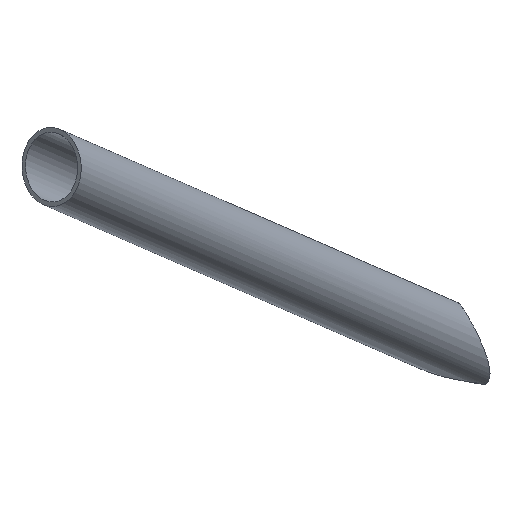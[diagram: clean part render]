
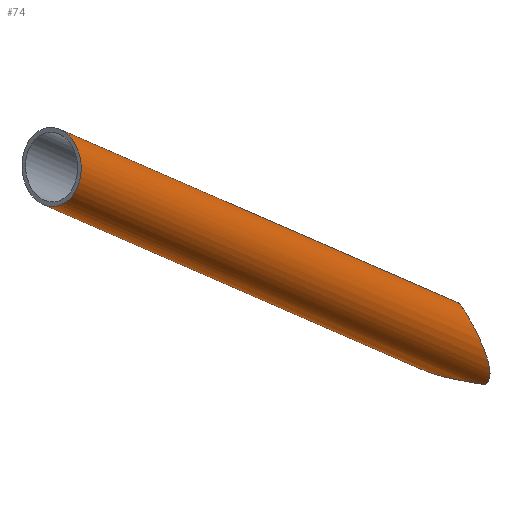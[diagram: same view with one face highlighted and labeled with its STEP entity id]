
A CAD part, isometric view. The second image highlights one B-rep face of the part: STEP entity #74.
In plain terms, the highlighted cylindrical face has radius 12.5 mm (diameter 25 mm), a partial arc.
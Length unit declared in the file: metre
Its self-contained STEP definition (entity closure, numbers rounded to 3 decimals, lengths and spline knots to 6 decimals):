
#74=ADVANCED_FACE('0:47',(#134),#135,.T.);
#134=FACE_OUTER_BOUND('',#180,.T.);
#135=CYLINDRICAL_SURFACE('',#181,0.0125);
#180=EDGE_LOOP('',(#263,#264,#265,#266,#267,#268,#269,#270));
#181=AXIS2_PLACEMENT_3D('',#271,#272,#273);
#263=ORIENTED_EDGE('',*,*,#317,.T.);
#264=ORIENTED_EDGE('',*,*,#334,.T.);
#265=ORIENTED_EDGE('',*,*,#333,.F.);
#266=ORIENTED_EDGE('',*,*,#319,.T.);
#267=ORIENTED_EDGE('',*,*,#309,.F.);
#268=ORIENTED_EDGE('',*,*,#336,.F.);
#269=ORIENTED_EDGE('',*,*,#337,.T.);
#270=ORIENTED_EDGE('',*,*,#306,.T.);
#271=CARTESIAN_POINT('',(-1.796439,-0.296934,0.096759));
#272=DIRECTION('',(0.746,0.07,-0.663));
#273=DIRECTION('',(0.663,0.026,0.748));
#306=EDGE_CURVE('',#345,#353,#355,.T.);
#309=EDGE_CURVE('0:95',#357,#360,#361,.T.);
#317=EDGE_CURVE('',#353,#374,#375,.T.);
#319=EDGE_CURVE('',#377,#360,#378,.T.);
#333=EDGE_CURVE('',#377,#397,#398,.T.);
#334=EDGE_CURVE('',#374,#397,#399,.T.);
#336=EDGE_CURVE('0:92',#401,#357,#402,.T.);
#337=EDGE_CURVE('0:107',#401,#345,#403,.T.);
#345=VERTEX_POINT('',#411);
#353=VERTEX_POINT('',#484);
#355=B_SPLINE_CURVE_WITH_KNOTS('',3,(#520,#521,#522,#523,#524,#525,#526,#527,#528,#529,#530,#531,#532,#533,#534,#535,#536,#537,#538,#539,#540,#541,#542,#543,#544,#545,#546,#547,#548,#549,#550,#551,#552,#553,#554),.UNSPECIFIED.,.F.,.F.,(4,2,2,1,2,2,2,2,2,2,2,2,2,2,2,2,2,4),(0.0,4.960666,9.921332,14.881999,19.842665,28.069083,36.295502,40.408711,44.52192,48.635129,51.720036,55.259827,57.771316,62.794293,67.81727,77.863224,87.909179,92.932156),.UNSPECIFIED.);
#357=VERTEX_POINT('',#556);
#360=VERTEX_POINT('',#560);
#361=ELLIPSE('',#561,0.045198,0.0125);
#374=VERTEX_POINT('',#646);
#375=LINE('',#647,#648);
#377=VERTEX_POINT('',#656);
#378=LINE('',#657,#658);
#397=VERTEX_POINT('',#714);
#398=ELLIPSE('',#715,0.013345,0.0125);
#399=ELLIPSE('',#716,0.013345,0.0125);
#401=VERTEX_POINT('',#718);
#402=ELLIPSE('',#719,0.045198,0.0125);
#403=B_SPLINE_CURVE_WITH_KNOTS('',3,(#720,#721,#722,#723,#724,#725,#726,#727,#728,#729,#730,#731,#732,#733,#734,#735,#736,#737,#738,#739,#740,#741,#742,#743,#744,#745,#746,#747,#748,#749,#750,#751,#752,#753,#754),.UNSPECIFIED.,.F.,.F.,(4,2,2,1,2,2,2,2,2,2,2,2,2,2,2,2,2,4),(0.0,4.960666,9.921332,14.881999,19.842665,28.069083,36.295502,40.408711,44.52192,48.635129,51.720036,55.259827,57.771316,62.794293,67.81727,77.863224,87.909179,92.932156),.UNSPECIFIED.);
#411=CARTESIAN_POINT('',(-1.633293,-0.285949,-0.0322));
#484=CARTESIAN_POINT('',(-1.631268,-0.281961,-0.033341));
#520=CARTESIAN_POINT('',(-1.626875,-0.2905,-0.064269));
#521=CARTESIAN_POINT('',(-1.626738,-0.291167,-0.063316));
#522=CARTESIAN_POINT('',(-1.626753,-0.29168,-0.062248));
#523=CARTESIAN_POINT('',(-1.62699,-0.292491,-0.060081));
#524=CARTESIAN_POINT('',(-1.627206,-0.292795,-0.058977));
#525=CARTESIAN_POINT('',(-1.62773,-0.293283,-0.056772));
#526=CARTESIAN_POINT('',(-1.628346,-0.293649,-0.054567));
#527=CARTESIAN_POINT('',(-1.629043,-0.293837,-0.052373));
#528=CARTESIAN_POINT('',(-1.629988,-0.29398,-0.049463));
#529=CARTESIAN_POINT('',(-1.630599,-0.293962,-0.047642));
#530=CARTESIAN_POINT('',(-1.631783,-0.293675,-0.043997));
#531=CARTESIAN_POINT('',(-1.63236,-0.293409,-0.04217));
#532=CARTESIAN_POINT('',(-1.633115,-0.292705,-0.039463));
#533=CARTESIAN_POINT('',(-1.633348,-0.292419,-0.038566));
#534=CARTESIAN_POINT('',(-1.633745,-0.291694,-0.036813));
#535=CARTESIAN_POINT('',(-1.633909,-0.291257,-0.035954));
#536=CARTESIAN_POINT('',(-1.634098,-0.290143,-0.034358));
#537=CARTESIAN_POINT('',(-1.63412,-0.289461,-0.033622));
#538=CARTESIAN_POINT('',(-1.633926,-0.288028,-0.032682));
#539=CARTESIAN_POINT('',(-1.633764,-0.287341,-0.032402));
#540=CARTESIAN_POINT('',(-1.633279,-0.285846,-0.032133));
#541=CARTESIAN_POINT('',(-1.63294,-0.285046,-0.032188));
#542=CARTESIAN_POINT('',(-1.632313,-0.283767,-0.032494));
#543=CARTESIAN_POINT('',(-1.632039,-0.283261,-0.032682));
#544=CARTESIAN_POINT('',(-1.631203,-0.281817,-0.033361));
#545=CARTESIAN_POINT('',(-1.630626,-0.280946,-0.033964));
#546=CARTESIAN_POINT('',(-1.62948,-0.279335,-0.035309));
#547=CARTESIAN_POINT('',(-1.628909,-0.278594,-0.036054));
#548=CARTESIAN_POINT('',(-1.627225,-0.276506,-0.03842));
#549=CARTESIAN_POINT('',(-1.626138,-0.275295,-0.040163));
#550=CARTESIAN_POINT('',(-1.624119,-0.273078,-0.043848));
#551=CARTESIAN_POINT('',(-1.623176,-0.272075,-0.045793));
#552=CARTESIAN_POINT('',(-1.622059,-0.270696,-0.048871));
#553=CARTESIAN_POINT('',(-1.621738,-0.270257,-0.049926));
#554=CARTESIAN_POINT('',(-1.621518,-0.269849,-0.05101));
#556=CARTESIAN_POINT('',(-1.632463,-0.28968,-0.061144));
#560=CARTESIAN_POINT('',(-1.652247,-0.283033,-0.04813));
#561=AXIS2_PLACEMENT_3D('',#771,#772,#773);
#646=CARTESIAN_POINT('',(-1.835172,-0.300992,0.147907));
#647=CARTESIAN_POINT('',(-1.788154,-0.296604,0.106114));
#648=VECTOR('',#777,1.0);
#656=CARTESIAN_POINT('',(-1.844828,-0.301008,0.123053));
#657=CARTESIAN_POINT('',(-1.804723,-0.297265,0.087404));
#658=VECTOR('',#778,1.0);
#714=CARTESIAN_POINT('',(-1.835156,-0.302561,0.147816));
#715=AXIS2_PLACEMENT_3D('',#799,#800,#801);
#716=AXIS2_PLACEMENT_3D('',#802,#803,#804);
#718=CARTESIAN_POINT('',(-1.626875,-0.2905,-0.064269));
#719=AXIS2_PLACEMENT_3D('',#805,#806,#807);
#720=CARTESIAN_POINT('',(-1.626875,-0.2905,-0.064269));
#721=CARTESIAN_POINT('',(-1.626738,-0.291167,-0.063316));
#722=CARTESIAN_POINT('',(-1.626753,-0.29168,-0.062248));
#723=CARTESIAN_POINT('',(-1.62699,-0.292491,-0.060081));
#724=CARTESIAN_POINT('',(-1.627206,-0.292795,-0.058977));
#725=CARTESIAN_POINT('',(-1.62773,-0.293283,-0.056772));
#726=CARTESIAN_POINT('',(-1.628346,-0.293649,-0.054567));
#727=CARTESIAN_POINT('',(-1.629043,-0.293837,-0.052373));
#728=CARTESIAN_POINT('',(-1.629988,-0.29398,-0.049463));
#729=CARTESIAN_POINT('',(-1.630599,-0.293962,-0.047642));
#730=CARTESIAN_POINT('',(-1.631783,-0.293675,-0.043997));
#731=CARTESIAN_POINT('',(-1.63236,-0.293409,-0.04217));
#732=CARTESIAN_POINT('',(-1.633115,-0.292705,-0.039463));
#733=CARTESIAN_POINT('',(-1.633348,-0.292419,-0.038566));
#734=CARTESIAN_POINT('',(-1.633745,-0.291694,-0.036813));
#735=CARTESIAN_POINT('',(-1.633909,-0.291257,-0.035954));
#736=CARTESIAN_POINT('',(-1.634098,-0.290143,-0.034358));
#737=CARTESIAN_POINT('',(-1.63412,-0.289461,-0.033622));
#738=CARTESIAN_POINT('',(-1.633926,-0.288028,-0.032682));
#739=CARTESIAN_POINT('',(-1.633764,-0.287341,-0.032402));
#740=CARTESIAN_POINT('',(-1.633279,-0.285846,-0.032133));
#741=CARTESIAN_POINT('',(-1.63294,-0.285046,-0.032188));
#742=CARTESIAN_POINT('',(-1.632313,-0.283767,-0.032494));
#743=CARTESIAN_POINT('',(-1.632039,-0.283261,-0.032682));
#744=CARTESIAN_POINT('',(-1.631203,-0.281817,-0.033361));
#745=CARTESIAN_POINT('',(-1.630626,-0.280946,-0.033964));
#746=CARTESIAN_POINT('',(-1.62948,-0.279335,-0.035309));
#747=CARTESIAN_POINT('',(-1.628909,-0.278594,-0.036054));
#748=CARTESIAN_POINT('',(-1.627225,-0.276506,-0.03842));
#749=CARTESIAN_POINT('',(-1.626138,-0.275295,-0.040163));
#750=CARTESIAN_POINT('',(-1.624119,-0.273078,-0.043848));
#751=CARTESIAN_POINT('',(-1.623176,-0.272075,-0.045793));
#752=CARTESIAN_POINT('',(-1.622059,-0.270696,-0.048871));
#753=CARTESIAN_POINT('',(-1.621738,-0.270257,-0.049926));
#754=CARTESIAN_POINT('',(-1.621518,-0.269849,-0.05101));
#771=CARTESIAN_POINT('',(-1.615,-0.28,-0.06452));
#772=DIRECTION('',(-0.393,0.425,-0.815));
#773=DIRECTION('',(0.889,-0.05,-0.455));
#777=DIRECTION('',(-0.746,-0.07,0.663));
#778=DIRECTION('',(0.746,0.07,-0.663));
#799=CARTESIAN_POINT('',(-1.84,-0.301,0.13548));
#800=DIRECTION('',(-0.932,-0.031,0.362));
#801=DIRECTION('',(0.363,-0.117,0.924));
#802=CARTESIAN_POINT('',(-1.84,-0.301,0.13548));
#803=DIRECTION('',(0.932,0.031,-0.362));
#804=DIRECTION('',(0.363,-0.117,0.924));
#805=CARTESIAN_POINT('',(-1.615,-0.28,-0.06452));
#806=DIRECTION('',(-0.393,0.425,-0.815));
#807=DIRECTION('',(0.889,-0.05,-0.455));
